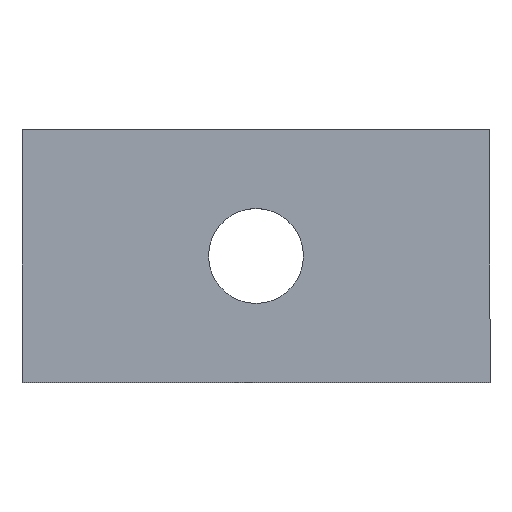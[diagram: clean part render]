
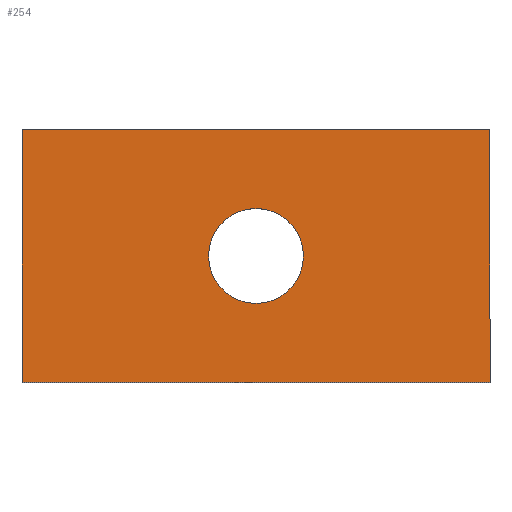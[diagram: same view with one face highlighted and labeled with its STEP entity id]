
A CAD part, top view. The second image highlights one B-rep face of the part: STEP entity #254.
In plain terms, the highlighted planar face has unit normal (0, 0, 1).
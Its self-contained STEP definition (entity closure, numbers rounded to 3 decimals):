
#2 = EDGE_LOOP ( 'NONE', ( #308, #44 ) ) ;
#7 = DIRECTION ( 'NONE',  ( -1., 0., 0. ) ) ;
#9 = EDGE_CURVE ( 'NONE', #139, #202, #30, .T. ) ;
#19 = VECTOR ( 'NONE', #265, 1000. ) ;
#20 = LINE ( 'NONE', #247, #109 ) ;
#30 = LINE ( 'NONE', #209, #257 ) ;
#32 = CARTESIAN_POINT ( 'NONE',  ( -74., 0., 0. ) ) ;
#34 = FACE_BOUND ( 'NONE', #2, .T. ) ;
#35 = VECTOR ( 'NONE', #7, 1000. ) ;
#38 = DIRECTION ( 'NONE',  ( 1., 0., 0. ) ) ;
#39 = CARTESIAN_POINT ( 'NONE',  ( 0., 0., 0. ) ) ;
#40 = AXIS2_PLACEMENT_3D ( 'NONE', #178, #132, #90 ) ;
#44 = ORIENTED_EDGE ( 'NONE', *, *, #148, .F. ) ;
#48 = ORIENTED_EDGE ( 'NONE', *, *, #167, .T. ) ;
#58 = EDGE_CURVE ( 'NONE', #202, #168, #268, .T. ) ;
#59 = CARTESIAN_POINT ( 'NONE',  ( -44.5, 20., 0. ) ) ;
#73 = VERTEX_POINT ( 'NONE', #78 ) ;
#78 = CARTESIAN_POINT ( 'NONE',  ( -29.5, 20., 0. ) ) ;
#81 = CARTESIAN_POINT ( 'NONE',  ( 0., 40., 0. ) ) ;
#82 = CARTESIAN_POINT ( 'NONE',  ( -74., 0., 0. ) ) ;
#85 = CARTESIAN_POINT ( 'NONE',  ( -74., 40., 0. ) ) ;
#90 = DIRECTION ( 'NONE',  ( 1., 0., 0. ) ) ;
#109 = VECTOR ( 'NONE', #38, 1000. ) ;
#118 = VERTEX_POINT ( 'NONE', #59 ) ;
#126 = CARTESIAN_POINT ( 'NONE',  ( -37., 20., 0. ) ) ;
#132 = DIRECTION ( 'NONE',  ( 0., 0., 1. ) ) ;
#139 = VERTEX_POINT ( 'NONE', #289 ) ;
#141 = VERTEX_POINT ( 'NONE', #82 ) ;
#146 = DIRECTION ( 'NONE',  ( 1., 0., 0. ) ) ;
#148 = EDGE_CURVE ( 'NONE', #118, #73, #267, .T. ) ;
#161 = ORIENTED_EDGE ( 'NONE', *, *, #203, .T. ) ;
#167 = EDGE_CURVE ( 'NONE', #168, #141, #241, .T. ) ;
#168 = VERTEX_POINT ( 'NONE', #85 ) ;
#171 = DIRECTION ( 'NONE',  ( 0., 0., 1. ) ) ;
#178 = CARTESIAN_POINT ( 'NONE',  ( -37., 20., 0. ) ) ;
#184 = ORIENTED_EDGE ( 'NONE', *, *, #58, .T. ) ;
#192 = EDGE_LOOP ( 'NONE', ( #235, #184, #48, #161 ) ) ;
#198 = AXIS2_PLACEMENT_3D ( 'NONE', #126, #171, #146 ) ;
#201 = DIRECTION ( 'NONE',  ( 1., 0., 0. ) ) ;
#202 = VERTEX_POINT ( 'NONE', #244 ) ;
#203 = EDGE_CURVE ( 'NONE', #141, #139, #20, .T. ) ;
#206 = EDGE_CURVE ( 'NONE', #73, #118, #277, .T. ) ;
#209 = CARTESIAN_POINT ( 'NONE',  ( 0., 0., 0. ) ) ;
#228 = PLANE ( 'NONE',  #245 ) ;
#235 = ORIENTED_EDGE ( 'NONE', *, *, #9, .T. ) ;
#241 = LINE ( 'NONE', #32, #19 ) ;
#244 = CARTESIAN_POINT ( 'NONE',  ( 0., 40., 0. ) ) ;
#245 = AXIS2_PLACEMENT_3D ( 'NONE', #39, #294, #201 ) ;
#247 = CARTESIAN_POINT ( 'NONE',  ( 0., 0., 0. ) ) ;
#254 = ADVANCED_FACE ( 'NONE', ( #34, #303 ), #228, .T. ) ;
#257 = VECTOR ( 'NONE', #305, 1000. ) ;
#265 = DIRECTION ( 'NONE',  ( 0., -1., 0. ) ) ;
#267 = CIRCLE ( 'NONE', #198, 7.5 ) ;
#268 = LINE ( 'NONE', #81, #35 ) ;
#277 = CIRCLE ( 'NONE', #40, 7.5 ) ;
#289 = CARTESIAN_POINT ( 'NONE',  ( 0., 0., 0. ) ) ;
#294 = DIRECTION ( 'NONE',  ( 0., 0., 1. ) ) ;
#303 = FACE_OUTER_BOUND ( 'NONE', #192, .T. ) ;
#305 = DIRECTION ( 'NONE',  ( 0., 1., 0. ) ) ;
#308 = ORIENTED_EDGE ( 'NONE', *, *, #206, .F. ) ;
